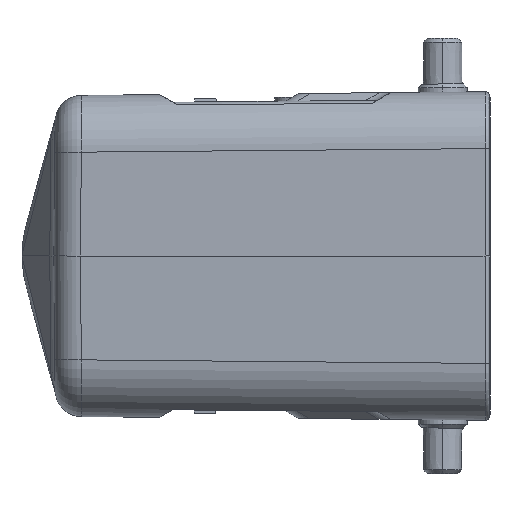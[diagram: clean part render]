
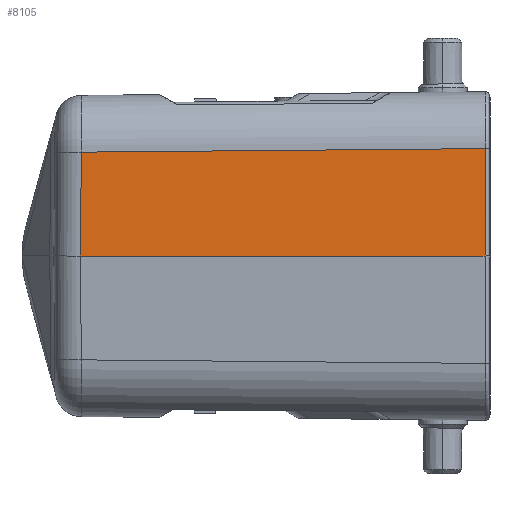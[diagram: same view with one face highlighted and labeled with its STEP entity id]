
A CAD part, left-side view. The second image highlights one B-rep face of the part: STEP entity #8105.
In plain terms, the highlighted planar face has unit normal (-1, 0.009, 0.009).
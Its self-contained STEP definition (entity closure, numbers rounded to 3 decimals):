
#613=CARTESIAN_POINT('',(-36.373,70.504,14.061));
#720=DIRECTION('',(0.009,0.,1.));
#721=VECTOR('',#720,14.062);
#722=CARTESIAN_POINT('',(-36.496,70.504,
0.));
#723=LINE('',#722,#721);
#724=DIRECTION('',(0.009,-0.009,1.));
#725=VECTOR('',#724,13.601);
#726=CARTESIAN_POINT('',(-36.033,123.531,
0.));
#727=LINE('',#726,#725);
#728=DIRECTION('',(-0.009,-1.,0.009));
#729=VECTOR('',#728,52.912);
#730=CARTESIAN_POINT('',(-35.915,123.412,13.6));
#731=LINE('',#730,#729);
#740=DIRECTION('',(-0.009,-1.,0.));
#741=VECTOR('',#740,52.524);
#742=CARTESIAN_POINT('',(-36.033,123.531,
0.));
#743=LINE('',#742,#741);
#744=CARTESIAN_POINT('',(-36.491,71.009,
-0.001));
#745=CARTESIAN_POINT('',(-36.493,70.841,
-0.001));
#746=CARTESIAN_POINT('',(-36.494,70.672,
0.));
#747=CARTESIAN_POINT('',(-36.496,70.504,
0.));
#6117=VERTEX_POINT('',#613);
#6118=CARTESIAN_POINT('',(-35.915,123.412,13.6));
#6119=VERTEX_POINT('',#6118);
#6156=CARTESIAN_POINT('',(-36.496,70.504,
0.));
#6157=VERTEX_POINT('',#6156);
#6158=VERTEX_POINT('',#744);
#6159=CARTESIAN_POINT('',(-36.033,123.531,
0.));
#6160=VERTEX_POINT('',#6159);
#8090=CARTESIAN_POINT('',(-36.302,70.,22.725));
#8091=DIRECTION('',(-1.,0.009,0.009));
#8092=DIRECTION('',(-0.009,0.,-1.));
#8093=AXIS2_PLACEMENT_3D('',#8090,#8091,#8092);
#8094=PLANE('',#8093);
#8095=ORIENTED_EDGE('',*,*,#8081,.F.);
#8097=ORIENTED_EDGE('',*,*,#8096,.F.);
#8099=ORIENTED_EDGE('',*,*,#8098,.F.);
#8101=ORIENTED_EDGE('',*,*,#8100,.T.);
#8102=ORIENTED_EDGE('',*,*,#8000,.T.);
#8103=EDGE_LOOP('',(#8095,#8097,#8099,#8101,#8102));
#8104=FACE_OUTER_BOUND('',#8103,.F.);
#8105=ADVANCED_FACE('',(#8104),#8094,.T.);
#748=B_SPLINE_CURVE_WITH_KNOTS('',3,(#744,#745,#746,#747),.UNSPECIFIED.,.F.,.F.,
(4,4),(0.,1.),.UNSPECIFIED.);
#8000=EDGE_CURVE('',#6119,#6117,#731,.T.);
#8081=EDGE_CURVE('',#6157,#6117,#723,.T.);
#8096=EDGE_CURVE('',#6158,#6157,#748,.T.);
#8098=EDGE_CURVE('',#6160,#6158,#743,.T.);
#8100=EDGE_CURVE('',#6160,#6119,#727,.T.);
